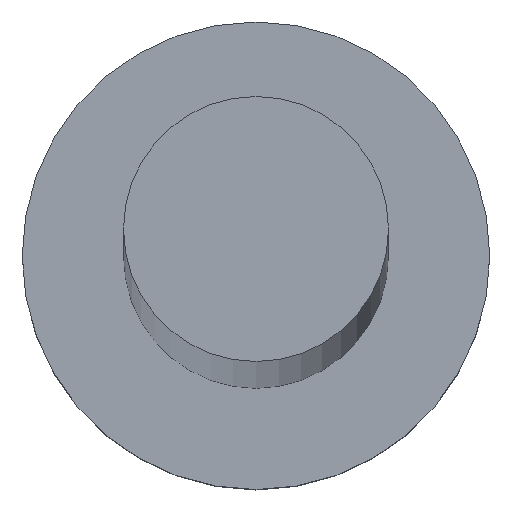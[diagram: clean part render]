
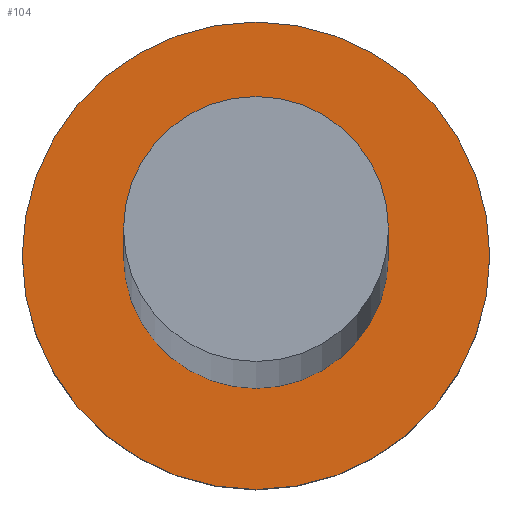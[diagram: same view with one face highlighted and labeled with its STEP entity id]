
A CAD part, top view. The second image highlights one B-rep face of the part: STEP entity #104.
In plain terms, the highlighted planar face has unit normal (0, 0, 1).
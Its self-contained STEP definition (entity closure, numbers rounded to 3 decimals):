
#9 = AXIS2_PLACEMENT_3D ( 'NONE', #212, #116, #179 ) ;
#12 = DIRECTION ( 'NONE',  ( 0., 0., 1. ) ) ;
#20 = DIRECTION ( 'NONE',  ( 1., 0., 0. ) ) ;
#26 = EDGE_CURVE ( 'NONE', #234, #121, #207, .T. ) ;
#30 = EDGE_CURVE ( 'NONE', #133, #138, #76, .T. ) ;
#42 = CARTESIAN_POINT ( 'NONE',  ( 0., 0., 1.5 ) ) ;
#46 = AXIS2_PLACEMENT_3D ( 'NONE', #49, #12, #215 ) ;
#49 = CARTESIAN_POINT ( 'NONE',  ( 0., 0., 1.5 ) ) ;
#53 = DIRECTION ( 'NONE',  ( 0., 0., 1. ) ) ;
#76 = CIRCLE ( 'NONE', #225, 0.85 ) ;
#81 = DIRECTION ( 'NONE',  ( 0., 0., 1. ) ) ;
#89 = FACE_BOUND ( 'NONE', #244, .T. ) ;
#91 = CARTESIAN_POINT ( 'NONE',  ( 1.5, 0., 1.5 ) ) ;
#101 = ORIENTED_EDGE ( 'NONE', *, *, #141, .F. ) ;
#104 = ADVANCED_FACE ( 'NONE', ( #89, #129 ), #184, .T. ) ;
#105 = CARTESIAN_POINT ( 'NONE',  ( 0., 0., 1.5 ) ) ;
#106 = DIRECTION ( 'NONE',  ( 1., 0., 0. ) ) ;
#113 = ORIENTED_EDGE ( 'NONE', *, *, #183, .T. ) ;
#114 = AXIS2_PLACEMENT_3D ( 'NONE', #42, #81, #123 ) ;
#116 = DIRECTION ( 'NONE',  ( 0., 0., 1. ) ) ;
#121 = VERTEX_POINT ( 'NONE', #187 ) ;
#123 = DIRECTION ( 'NONE',  ( 1., 0., 0. ) ) ;
#129 = FACE_OUTER_BOUND ( 'NONE', #251, .T. ) ;
#130 = ORIENTED_EDGE ( 'NONE', *, *, #30, .F. ) ;
#132 = CIRCLE ( 'NONE', #114, 1.5 ) ;
#133 = VERTEX_POINT ( 'NONE', #229 ) ;
#138 = VERTEX_POINT ( 'NONE', #247 ) ;
#140 = ORIENTED_EDGE ( 'NONE', *, *, #26, .T. ) ;
#141 = EDGE_CURVE ( 'NONE', #138, #133, #228, .T. ) ;
#143 = AXIS2_PLACEMENT_3D ( 'NONE', #105, #222, #20 ) ;
#179 = DIRECTION ( 'NONE',  ( 1., 0., 0. ) ) ;
#183 = EDGE_CURVE ( 'NONE', #121, #234, #132, .T. ) ;
#184 = PLANE ( 'NONE',  #46 ) ;
#187 = CARTESIAN_POINT ( 'NONE',  ( -1.5, 0., 1.5 ) ) ;
#207 = CIRCLE ( 'NONE', #9, 1.5 ) ;
#212 = CARTESIAN_POINT ( 'NONE',  ( 0., 0., 1.5 ) ) ;
#215 = DIRECTION ( 'NONE',  ( 1., 0., 0. ) ) ;
#222 = DIRECTION ( 'NONE',  ( 0., 0., 1. ) ) ;
#225 = AXIS2_PLACEMENT_3D ( 'NONE', #240, #53, #106 ) ;
#228 = CIRCLE ( 'NONE', #143, 0.85 ) ;
#229 = CARTESIAN_POINT ( 'NONE',  ( 0.85, 0., 1.5 ) ) ;
#234 = VERTEX_POINT ( 'NONE', #91 ) ;
#240 = CARTESIAN_POINT ( 'NONE',  ( 0., 0., 1.5 ) ) ;
#244 = EDGE_LOOP ( 'NONE', ( #101, #130 ) ) ;
#247 = CARTESIAN_POINT ( 'NONE',  ( -0.85, 0., 1.5 ) ) ;
#251 = EDGE_LOOP ( 'NONE', ( #113, #140 ) ) ;
